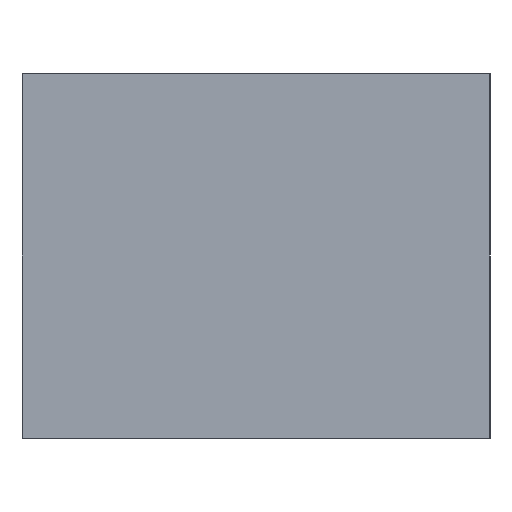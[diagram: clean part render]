
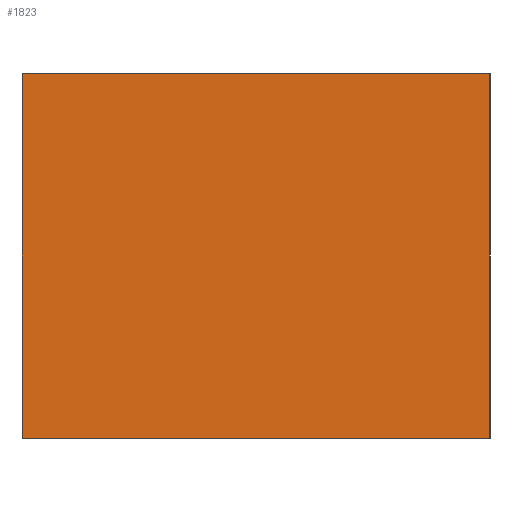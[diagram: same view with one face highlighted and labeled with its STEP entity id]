
A CAD part, left-side view. The second image highlights one B-rep face of the part: STEP entity #1823.
In plain terms, the highlighted planar face has unit normal (-1, 0, 0).
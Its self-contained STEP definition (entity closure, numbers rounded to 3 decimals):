
#1727=CARTESIAN_POINT('',(-3.994,135.826,78.225));
#1728=VERTEX_POINT('',#1727);
#1745=CARTESIAN_POINT('',(-3.994,135.826,-27.775));
#1746=VERTEX_POINT('',#1745);
#1753=CARTESIAN_POINT('',(-3.994,135.826,-27.775));
#1754=DIRECTION('',(0.,0.,1.));
#1755=VECTOR('',#1754,106.);
#1756=LINE('',#1753,#1755);
#1757=EDGE_CURVE('',#1746,#1728,#1756,.T.);
#1769=CARTESIAN_POINT('',(-3.994,-0.172,-27.775));
#1770=VERTEX_POINT('',#1769);
#1785=CARTESIAN_POINT('',(-3.994,-0.172,78.225));
#1786=VERTEX_POINT('',#1785);
#1793=CARTESIAN_POINT('',(-3.994,-0.172,-27.775));
#1794=DIRECTION('',(0.,0.,1.));
#1795=VECTOR('',#1794,106.);
#1796=LINE('',#1793,#1795);
#1797=EDGE_CURVE('',#1770,#1786,#1796,.T.);
#1802=CARTESIAN_POINT('',(-3.994,67.617,20.225));
#1803=DIRECTION('',(1.,0.,0.));
#1804=DIRECTION('',(0.,0.,-1.));
#1805=AXIS2_PLACEMENT_3D('',#1802,#1803,#1804);
#1806=PLANE('',#1805);
#1807=CARTESIAN_POINT('',(-3.994,-0.172,78.225));
#1808=DIRECTION('',(0.,1.,0.));
#1809=VECTOR('',#1808,135.998);
#1810=LINE('',#1807,#1809);
#1811=EDGE_CURVE('',#1786,#1728,#1810,.T.);
#1812=ORIENTED_EDGE('',*,*,#1811,.T.);
#1813=ORIENTED_EDGE('',*,*,#1757,.F.);
#1814=CARTESIAN_POINT('',(-3.994,-0.172,-27.775));
#1815=DIRECTION('',(0.,1.,0.));
#1816=VECTOR('',#1815,135.998);
#1817=LINE('',#1814,#1816);
#1818=EDGE_CURVE('',#1770,#1746,#1817,.T.);
#1819=ORIENTED_EDGE('',*,*,#1818,.F.);
#1820=ORIENTED_EDGE('',*,*,#1797,.T.);
#1821=EDGE_LOOP('',(#1812,#1813,#1819,#1820));
#1822=FACE_BOUND('',#1821,.T.);
#1823=ADVANCED_FACE('',(#1822),#1806,.F.);
